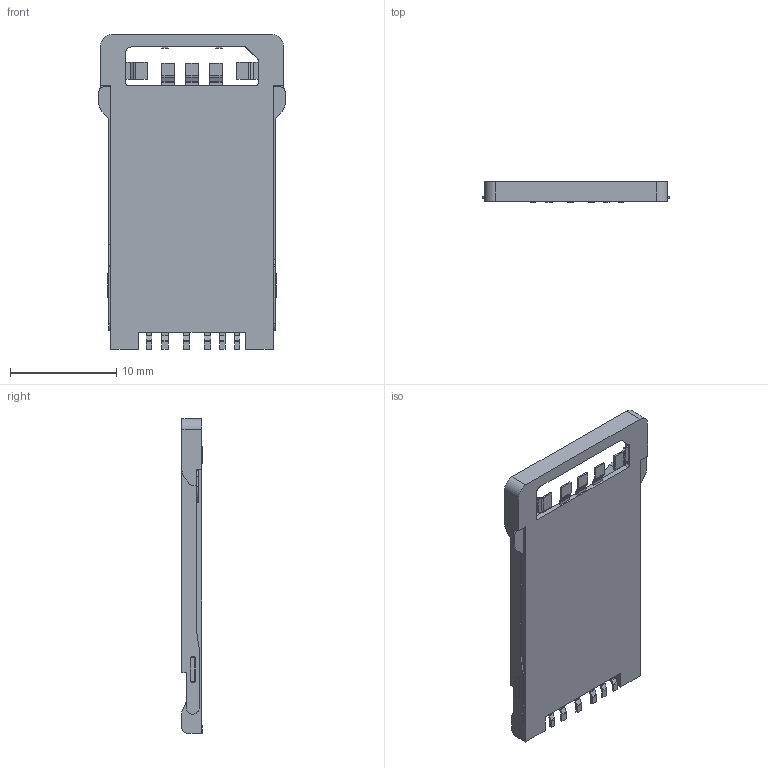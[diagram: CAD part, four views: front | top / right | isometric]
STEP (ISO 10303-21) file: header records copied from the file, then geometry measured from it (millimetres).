
FILE_DESCRIPTION (( 'STEP AP203' ), '1' );
FILE_NAME ('K3D-SF7W006S4E-R1 JAE Connector Division Proprietary.STEP', '2008-04-15T09:36:08', ( '' ), ( '' ), 'SwSTEP 2.0', 'SolidWorks 2006052', '' );
FILE_SCHEMA (( 'CONFIG_CONTROL_DESIGN' ));
Length unit declared in the file: millimetre
Products named in the file (1): K3D-SF7W006S4E-R1 JAE Connector Division Proprietary
Bounding box: 17.55 x 1.9 x 29.6 mm (x, y, z)
Volume: 664.6 mm3; surface area: 1135.8 mm2
Topology: 1 solids, 1 shells, 275 faces, 763 edges, 504 vertices
Faces by surface type: plane 181, cylinder 83, torus 8, cone 3
Entity records: 8853 total; most frequent: CARTESIAN_POINT 1549, ORIENTED_EDGE 1526, DIRECTION 1500, EDGE_CURVE 763, VECTOR 574, LINE 574, VERTEX_POINT 504, AXIS2_PLACEMENT_3D 463
